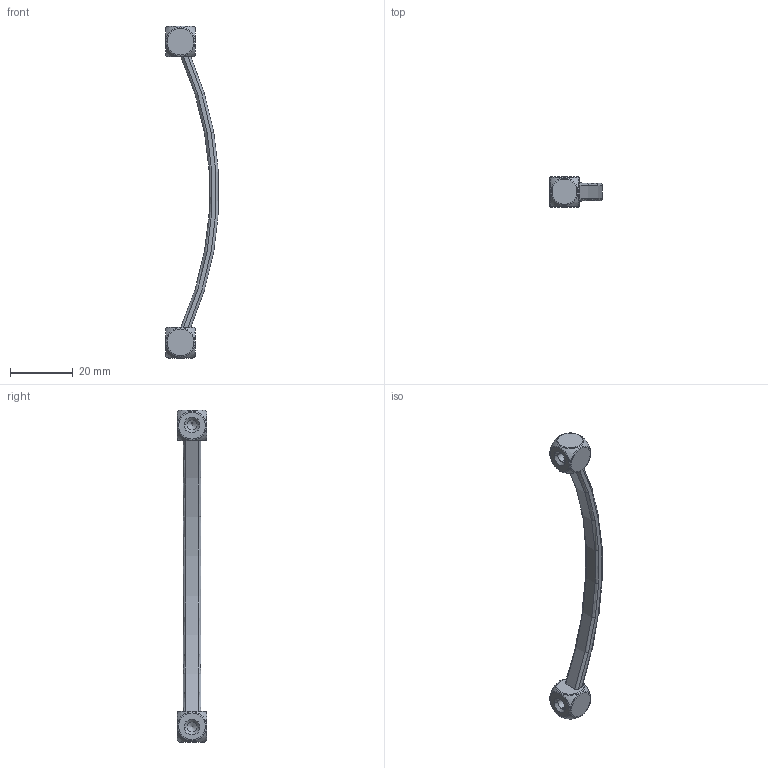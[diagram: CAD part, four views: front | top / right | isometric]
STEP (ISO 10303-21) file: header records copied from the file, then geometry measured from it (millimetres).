
FILE_DESCRIPTION(('Creo Elements/Direct Modeling STEP Export'),'2;1');
FILE_NAME('2388-105.stp','2021-05-26T 8:33:32',(''),(''),'Creo Elements/Direct Modeling STEP processor for AP214 (Solid Model)','Creo Elements/Direct Modeling 20.0 12-Nov-2016 (C) Parametric Technology GmbH','');
FILE_SCHEMA(('AUTOMOTIVE_DESIGN { 1 0 10303 214 1 1 1 1 }'));
Length unit declared in the file: millimetre
Products named in the file (2): 2388-105
Assembly tree (1 placements, depth 2):
  2388-105
    2388-105
Bounding box: 16.81 x 9.5 x 105.5 mm (x, y, z)
Volume: 2884.3 mm3; surface area: 2454.7 mm2
Topology: 1 solids, 1 shells, 72 faces, 170 edges, 100 vertices
Faces by surface type: torus 28, plane 18, cone 12, cylinder 10, sphere 4
Entity records: 2441 total; most frequent: CARTESIAN_POINT 826, DIRECTION 338, ORIENTED_EDGE 324, EDGE_CURVE 162, AXIS2_PLACEMENT_3D 154, VERTEX_POINT 100, EDGE_LOOP 80, CIRCLE 76
